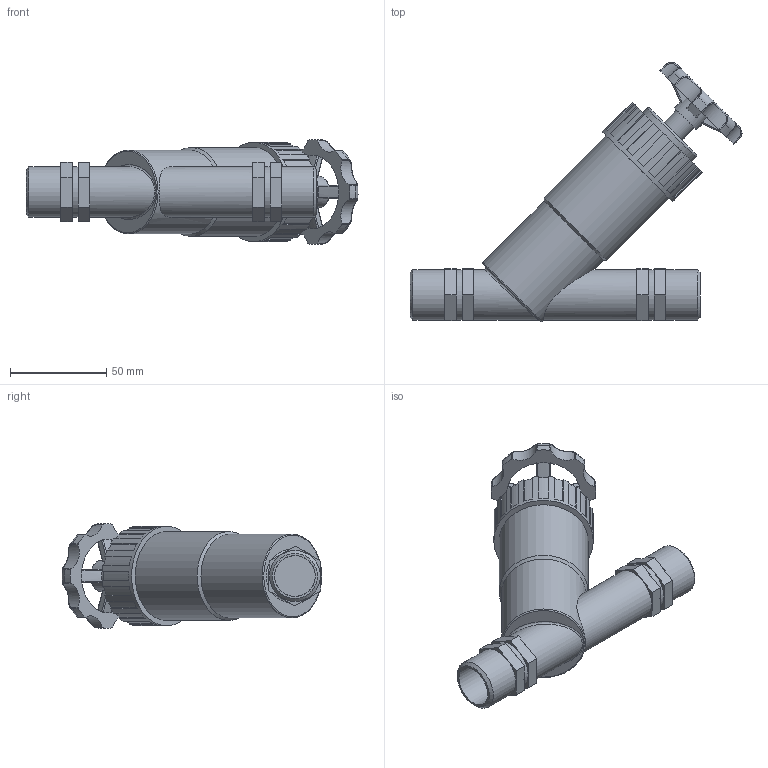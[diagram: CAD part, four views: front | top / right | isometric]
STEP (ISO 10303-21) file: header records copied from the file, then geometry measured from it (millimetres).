
FILE_DESCRIPTION(/* description */ ('PLASSON ANGLE SEAT VALVE 3/4"-3/4"'),/* implementation_level */ '2;1');
FILE_NAME(/* name */ '03047077_030470770A_03049077.ipt.stp',/* time_stamp */ '2017-06-19T12:10:44+03:00',/* author */ ('KIM'),/* organization */ (''),/* preprocessor_version */ 'ST-DEVELOPER v15.6',/* originating_system */ 'Autodesk Inventor 2015',/* authorisation */ '');
FILE_SCHEMA (('AUTOMOTIVE_DESIGN { 1 0 10303 214 3 1 1 }'));
Length unit declared in the file: millimetre
Products named in the file (1): 03047077_030470770A_03049077
Bounding box: 172.62 x 134.92 x 54.41 mm (x, y, z)
Volume: 234098.7 mm3; surface area: 46785.4 mm2
Topology: 1 solids, 1 shells, 221 faces, 585 edges, 378 vertices
Faces by surface type: plane 110, cylinder 71, bspline 25, cone 11, torus 4
Full cylindrical faces by diameter (mm): 13.068 x1, 16.335 x1, 21.153 x2, 26.441 x6, 35.937 x1, 43.56 x1, 46.282 x1, 51.727 x1
Entity records: 8699 total; most frequent: CARTESIAN_POINT 3243, ORIENTED_EDGE 1108, DIRECTION 1058, EDGE_CURVE 554, AXIS2_PLACEMENT_3D 389, VERTEX_POINT 369, LINE 280, VECTOR 280
